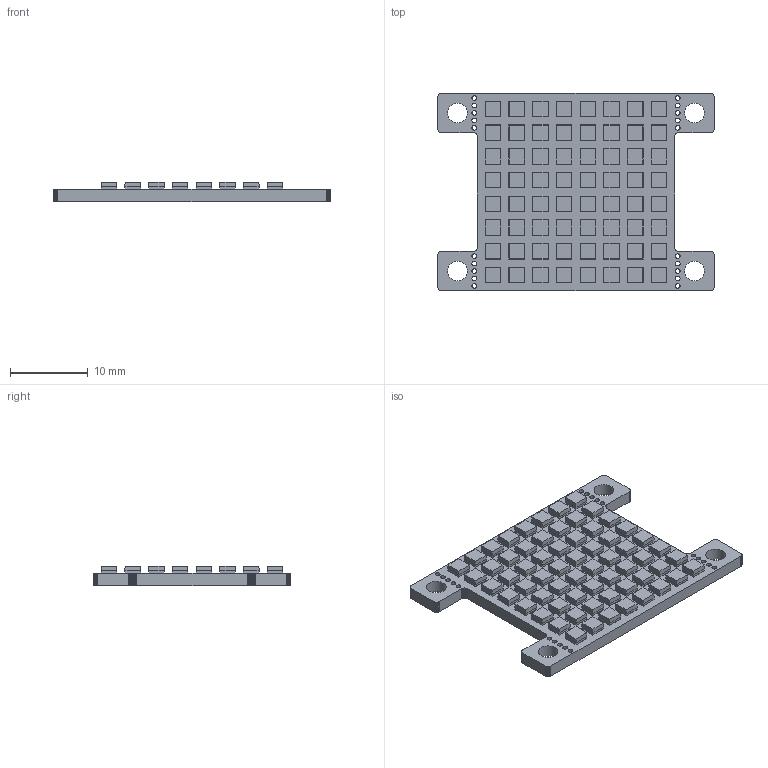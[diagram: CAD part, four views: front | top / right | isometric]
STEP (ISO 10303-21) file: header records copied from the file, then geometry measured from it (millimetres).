
FILE_DESCRIPTION(('KiCad electronic assembly'),'2;1');
FILE_NAME('Adafruit DotStar 2020 8x8 Matrix .step','2024-02-04T22:24:46' ,('Pcbnew'),('Kicad'),'Open CASCADE STEP processor 7.6', 'KiCad to STEP converter','Unknown');
FILE_SCHEMA(('AUTOMOTIVE_DESIGN { 1 0 10303 214 1 1 1 1 }'));
Length unit declared in the file: millimetre
Products named in the file (4): Adafruit DotStar 2020 8x8 Matrix  1; APA102 2020 LED; COMPOUND; Adafruit DotStar 2020 8x8 Matrix  PCB
Assembly tree (66 placements, depth 3):
  Adafruit DotStar 2020 8x8 Matrix  1
    APA102 2020 LED  x64
      COMPOUND
    Adafruit DotStar 2020 8x8 Matrix  PCB
Bounding box: 35.56 x 25.4 x 2.55 mm (x, y, z)
Volume: 1398.5 mm3; surface area: 3704.1 mm2
Topology: 897 solids, 897 shells, 5550 faces, 11268 edges, 7512 vertices
Faces by surface type: plane 5462, cylinder 88
Full cylindrical faces by diameter (mm): 0.08 x64, 0.6 x20, 2.54 x4
Entity records: 13087 total; most frequent: CARTESIAN_POINT 2372, DIRECTION 2009, LINE 1384, VECTOR 1384, ORIENTED_EDGE 990, PCURVE 990, DEFINITIONAL_REPRESENTATION 990, EDGE_CURVE 495
